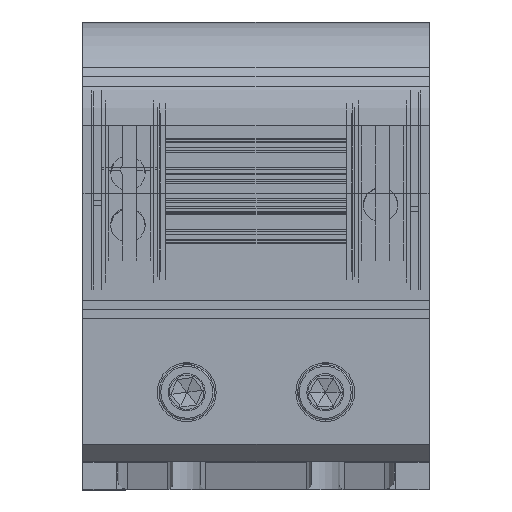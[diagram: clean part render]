
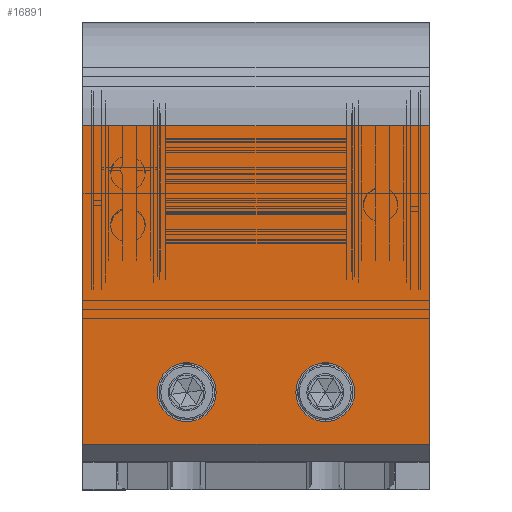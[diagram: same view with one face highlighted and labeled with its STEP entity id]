
A CAD part, top view. The second image highlights one B-rep face of the part: STEP entity #16891.
In plain terms, the highlighted planar face has unit normal (0, 0, 1).
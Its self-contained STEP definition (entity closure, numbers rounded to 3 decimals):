
#1794 = EDGE_CURVE ( 'NONE', #154740, #148494, #340575, .T. ) ;
#2214 = FACE_BOUND ( 'NONE', #107173, .T. ) ;
#13503 = ORIENTED_EDGE ( 'NONE', *, *, #1794, .F. ) ;
#16891 = ADVANCED_FACE ( 'NONE', ( #100242, #2214, #273097 ), #220063, .F. ) ;
#21073 = VERTEX_POINT ( 'NONE', #235566 ) ;
#60688 = ORIENTED_EDGE ( 'NONE', *, *, #236497, .F. ) ;
#66057 = CARTESIAN_POINT ( 'NONE',  ( 201.658, 203.108, 657.202 ) ) ;
#66931 = LINE ( 'NONE', #369372, #387000 ) ;
#78650 = ORIENTED_EDGE ( 'NONE', *, *, #278286, .F. ) ;
#83033 = CARTESIAN_POINT ( 'NONE',  ( 201.658, 203.108, 657.202 ) ) ;
#93603 = CARTESIAN_POINT ( 'NONE',  ( 163.158, 218.108, 657.202 ) ) ;
#99248 = VECTOR ( 'NONE', #384898, 1000. ) ;
#100242 = FACE_BOUND ( 'NONE', #336527, .T. ) ;
#102041 = AXIS2_PLACEMENT_3D ( 'NONE', #111295, #170308, #262475 ) ;
#102105 = DIRECTION ( 'NONE',  ( 0., 0., 1. ) ) ;
#106294 = AXIS2_PLACEMENT_3D ( 'NONE', #244926, #184142, #329364 ) ;
#107173 = EDGE_LOOP ( 'NONE', ( #13503, #293117 ) ) ;
#111295 = CARTESIAN_POINT ( 'NONE',  ( 201.658, 203.108, 657.202 ) ) ;
#121844 = ORIENTED_EDGE ( 'NONE', *, *, #246821, .F. ) ;
#125092 = CIRCLE ( 'NONE', #106294, 8.5 ) ;
#144723 = VERTEX_POINT ( 'NONE', #221434 ) ;
#148494 = VERTEX_POINT ( 'NONE', #93603 ) ;
#154740 = VERTEX_POINT ( 'NONE', #223426 ) ;
#167741 = LINE ( 'NONE', #83033, #300625 ) ;
#170308 = DIRECTION ( 'NONE',  ( 0., 0., -1. ) ) ;
#171314 = AXIS2_PLACEMENT_3D ( 'NONE', #268857, #231737, #176730 ) ;
#176730 = DIRECTION ( 'NONE',  ( 1., 0., 0. ) ) ;
#184142 = DIRECTION ( 'NONE',  ( 0., 0., 1. ) ) ;
#184948 = DIRECTION ( 'NONE',  ( 0., 0., 1. ) ) ;
#197415 = CIRCLE ( 'NONE', #316518, 8.5 ) ;
#199104 = DIRECTION ( 'NONE',  ( -1., 0., 0. ) ) ;
#206629 = CARTESIAN_POINT ( 'NONE',  ( 171.658, 218.108, 657.202 ) ) ;
#211483 = DIRECTION ( 'NONE',  ( 0., -1., 0. ) ) ;
#212224 = VECTOR ( 'NONE', #211483, 1000. ) ;
#213091 = CIRCLE ( 'NONE', #313393, 8.5 ) ;
#220063 = PLANE ( 'NONE',  #102041 ) ;
#221434 = CARTESIAN_POINT ( 'NONE',  ( 123.158, 218.108, 657.202 ) ) ;
#221910 = DIRECTION ( 'NONE',  ( 1., 0., 0. ) ) ;
#223426 = CARTESIAN_POINT ( 'NONE',  ( 180.158, 218.108, 657.202 ) ) ;
#231737 = DIRECTION ( 'NONE',  ( 0., 0., 1. ) ) ;
#235566 = CARTESIAN_POINT ( 'NONE',  ( 101.658, 295.108, 657.202 ) ) ;
#235613 = LINE ( 'NONE', #265043, #99248 ) ;
#236497 = EDGE_CURVE ( 'NONE', #252695, #281000, #167741, .T. ) ;
#241207 = VERTEX_POINT ( 'NONE', #328967 ) ;
#244926 = CARTESIAN_POINT ( 'NONE',  ( 131.658, 218.108, 657.202 ) ) ;
#246821 = EDGE_CURVE ( 'NONE', #241207, #252695, #335054, .T. ) ;
#249026 = CARTESIAN_POINT ( 'NONE',  ( 101.658, 203.108, 657.202 ) ) ;
#252695 = VERTEX_POINT ( 'NONE', #292210 ) ;
#253450 = ORIENTED_EDGE ( 'NONE', *, *, #363655, .F. ) ;
#262475 = DIRECTION ( 'NONE',  ( 0., 1., 0. ) ) ;
#264214 = EDGE_LOOP ( 'NONE', ( #298150, #60688, #121844, #284469 ) ) ;
#265043 = CARTESIAN_POINT ( 'NONE',  ( 201.658, 295.108, 657.202 ) ) ;
#268857 = CARTESIAN_POINT ( 'NONE',  ( 171.658, 218.108, 657.202 ) ) ;
#273097 = FACE_OUTER_BOUND ( 'NONE', #264214, .T. ) ;
#278286 = EDGE_CURVE ( 'NONE', #144723, #382499, #125092, .T. ) ;
#281000 = VERTEX_POINT ( 'NONE', #249026 ) ;
#284469 = ORIENTED_EDGE ( 'NONE', *, *, #313332, .T. ) ;
#291519 = EDGE_CURVE ( 'NONE', #21073, #281000, #66931, .T. ) ;
#292210 = CARTESIAN_POINT ( 'NONE',  ( 201.658, 203.108, 657.202 ) ) ;
#293117 = ORIENTED_EDGE ( 'NONE', *, *, #346091, .F. ) ;
#298150 = ORIENTED_EDGE ( 'NONE', *, *, #291519, .T. ) ;
#300625 = VECTOR ( 'NONE', #199104, 1000. ) ;
#308436 = DIRECTION ( 'NONE',  ( 0., -1., 0. ) ) ;
#313332 = EDGE_CURVE ( 'NONE', #241207, #21073, #235613, .T. ) ;
#313393 = AXIS2_PLACEMENT_3D ( 'NONE', #363414, #102105, #221910 ) ;
#313576 = CARTESIAN_POINT ( 'NONE',  ( 140.158, 218.108, 657.202 ) ) ;
#316518 = AXIS2_PLACEMENT_3D ( 'NONE', #206629, #184948, #328247 ) ;
#328247 = DIRECTION ( 'NONE',  ( 1., 0., 0. ) ) ;
#328967 = CARTESIAN_POINT ( 'NONE',  ( 201.658, 295.108, 657.202 ) ) ;
#329364 = DIRECTION ( 'NONE',  ( 1., 0., 0. ) ) ;
#335054 = LINE ( 'NONE', #66057, #212224 ) ;
#336527 = EDGE_LOOP ( 'NONE', ( #253450, #78650 ) ) ;
#340575 = CIRCLE ( 'NONE', #171314, 8.5 ) ;
#346091 = EDGE_CURVE ( 'NONE', #148494, #154740, #197415, .T. ) ;
#363414 = CARTESIAN_POINT ( 'NONE',  ( 131.658, 218.108, 657.202 ) ) ;
#363655 = EDGE_CURVE ( 'NONE', #382499, #144723, #213091, .T. ) ;
#369372 = CARTESIAN_POINT ( 'NONE',  ( 101.658, 203.108, 657.202 ) ) ;
#382499 = VERTEX_POINT ( 'NONE', #313576 ) ;
#384898 = DIRECTION ( 'NONE',  ( -1., 0., 0. ) ) ;
#387000 = VECTOR ( 'NONE', #308436, 1000. ) ;
